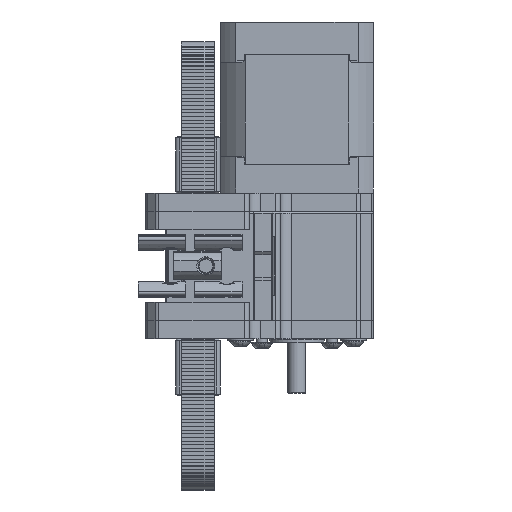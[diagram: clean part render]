
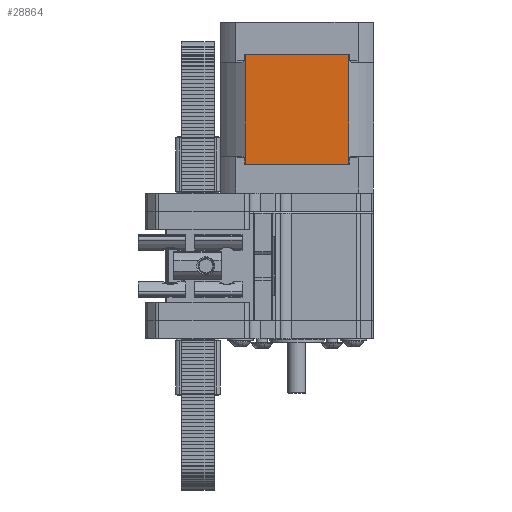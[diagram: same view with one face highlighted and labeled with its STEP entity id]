
A CAD part, left-side view. The second image highlights one B-rep face of the part: STEP entity #28864.
In plain terms, the highlighted face is planar.
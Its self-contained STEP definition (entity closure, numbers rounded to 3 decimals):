
#1250=PLANE('',#31296);
#2577=FACE_OUTER_BOUND('',#4207,.T.);
#4207=EDGE_LOOP('',(#21667,#21668,#21669,#21670,#21671,#21672,#21673,#21674,
#21675,#21676,#21677,#21678));
#5831=LINE('',#45121,#9017);
#5837=LINE('',#45151,#9023);
#5849=LINE('',#45189,#9035);
#5851=LINE('',#45194,#9037);
#5853=LINE('',#45200,#9039);
#5911=LINE('',#45406,#9097);
#5912=LINE('',#45411,#9098);
#5913=LINE('',#45415,#9099);
#5915=LINE('',#45423,#9101);
#5917=LINE('',#45427,#9103);
#5918=LINE('',#45429,#9104);
#5927=LINE('',#45460,#9113);
#9017=VECTOR('',#35115,5.724);
#9023=VECTOR('',#35139,30.2);
#9035=VECTOR('',#35179,0.1);
#9037=VECTOR('',#35183,5.724);
#9039=VECTOR('',#35189,0.1);
#9097=VECTOR('',#35387,30.2);
#9098=VECTOR('',#35394,17.012);
#9099=VECTOR('',#35399,0.1);
#9101=VECTOR('',#35405,0.1);
#9103=VECTOR('',#35411,5.724);
#9104=VECTOR('',#35414,5.724);
#9113=VECTOR('',#35449,17.012);
#13269=VERTEX_POINT('',#45118);
#13270=VERTEX_POINT('',#45120);
#13279=VERTEX_POINT('',#45150);
#13291=VERTEX_POINT('',#45187);
#13293=VERTEX_POINT('',#45193);
#13295=VERTEX_POINT('',#45199);
#13360=VERTEX_POINT('',#45403);
#13361=VERTEX_POINT('',#45405);
#13362=VERTEX_POINT('',#45409);
#13363=VERTEX_POINT('',#45413);
#13366=VERTEX_POINT('',#45420);
#13367=VERTEX_POINT('',#45422);
#16328=EDGE_CURVE('',#13269,#13270,#5831,.T.);
#16341=EDGE_CURVE('',#13270,#13279,#5837,.T.);
#16361=EDGE_CURVE('',#13269,#13291,#5849,.T.);
#16363=EDGE_CURVE('',#13279,#13293,#5851,.T.);
#16366=EDGE_CURVE('',#13295,#13293,#5853,.T.);
#16463=EDGE_CURVE('',#13361,#13360,#5911,.T.);
#16466=EDGE_CURVE('',#13291,#13362,#5912,.T.);
#16468=EDGE_CURVE('',#13362,#13363,#5913,.T.);
#16471=EDGE_CURVE('',#13367,#13366,#5915,.T.);
#16474=EDGE_CURVE('',#13360,#13367,#5917,.T.);
#16475=EDGE_CURVE('',#13363,#13361,#5918,.T.);
#16490=EDGE_CURVE('',#13366,#13295,#5927,.T.);
#21667=ORIENTED_EDGE('',*,*,#16466,.T.);
#21668=ORIENTED_EDGE('',*,*,#16468,.T.);
#21669=ORIENTED_EDGE('',*,*,#16475,.T.);
#21670=ORIENTED_EDGE('',*,*,#16463,.T.);
#21671=ORIENTED_EDGE('',*,*,#16474,.T.);
#21672=ORIENTED_EDGE('',*,*,#16471,.T.);
#21673=ORIENTED_EDGE('',*,*,#16490,.T.);
#21674=ORIENTED_EDGE('',*,*,#16366,.T.);
#21675=ORIENTED_EDGE('',*,*,#16363,.F.);
#21676=ORIENTED_EDGE('',*,*,#16341,.F.);
#21677=ORIENTED_EDGE('',*,*,#16328,.F.);
#21678=ORIENTED_EDGE('',*,*,#16361,.T.);
#28864=ADVANCED_FACE('',(#2577),#1250,.T.);
#31296=AXIS2_PLACEMENT_3D('',#45459,#35447,#35448);
#35115=DIRECTION('',(0.,1.,0.));
#35139=DIRECTION('',(0.,0.,-1.));
#35179=DIRECTION('',(0.,0.,1.));
#35183=DIRECTION('',(0.,-1.,0.));
#35189=DIRECTION('',(0.,0.,1.));
#35387=DIRECTION('',(0.,0.,-1.));
#35394=DIRECTION('',(0.,-1.,0.));
#35399=DIRECTION('',(0.,0.,-1.));
#35405=DIRECTION('',(0.,0.,-1.));
#35411=DIRECTION('',(0.,1.,0.));
#35414=DIRECTION('',(0.,-1.,0.));
#35447=DIRECTION('center_axis',(1.,0.,0.));
#35448=DIRECTION('ref_axis',(0.,0.,
-1.));
#35449=DIRECTION('',(0.,1.,0.));
#45118=CARTESIAN_POINT('',(21.1,8.506,10.66));
#45120=CARTESIAN_POINT('',(21.1,14.23,10.66));
#45121=CARTESIAN_POINT('',(21.1,8.506,10.66));
#45150=CARTESIAN_POINT('',(21.1,14.23,-19.54));
#45151=CARTESIAN_POINT('',(21.1,14.23,10.66));
#45187=CARTESIAN_POINT('',(21.1,8.506,10.76));
#45189=CARTESIAN_POINT('',(21.1,8.506,10.66));
#45193=CARTESIAN_POINT('',(21.1,8.506,-19.54));
#45194=CARTESIAN_POINT('',(21.1,14.23,-19.54));
#45199=CARTESIAN_POINT('',(21.1,8.506,-19.64));
#45200=CARTESIAN_POINT('',(21.1,8.506,-19.64));
#45403=CARTESIAN_POINT('',(21.1,-14.23,-19.54));
#45405=CARTESIAN_POINT('',(21.1,-14.23,10.66));
#45406=CARTESIAN_POINT('',(21.1,-14.23,10.66));
#45409=CARTESIAN_POINT('',(21.1,-8.506,10.76));
#45411=CARTESIAN_POINT('',(21.1,8.506,10.76));
#45413=CARTESIAN_POINT('',(21.1,-8.506,10.66));
#45415=CARTESIAN_POINT('',(21.1,-8.506,10.76));
#45420=CARTESIAN_POINT('',(21.1,-8.506,-19.64));
#45422=CARTESIAN_POINT('',(21.1,-8.506,-19.54));
#45423=CARTESIAN_POINT('',(21.1,-8.506,-19.54));
#45427=CARTESIAN_POINT('',(21.1,-14.23,-19.54));
#45429=CARTESIAN_POINT('',(21.1,-8.506,10.66));
#45459=CARTESIAN_POINT('Origin',(21.1,-14.231,10.761));
#45460=CARTESIAN_POINT('',(21.1,-8.506,-19.64));
